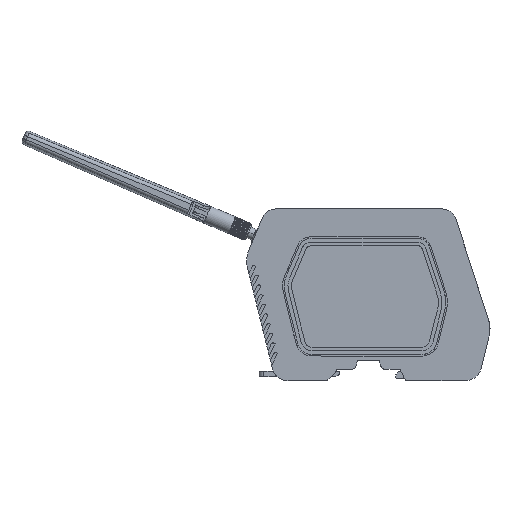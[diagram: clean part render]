
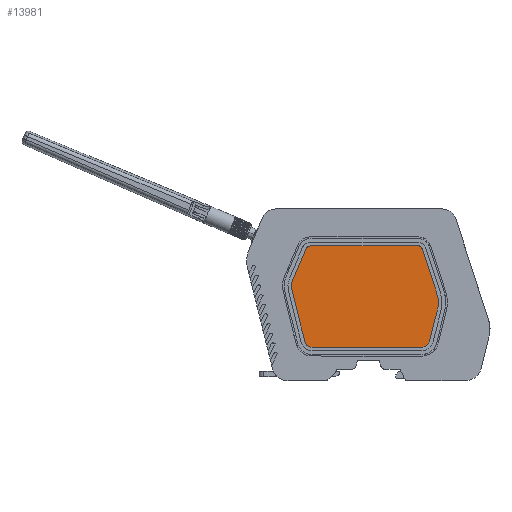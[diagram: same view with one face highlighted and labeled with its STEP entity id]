
A CAD part, left-side view. The second image highlights one B-rep face of the part: STEP entity #13981.
In plain terms, the highlighted planar face has unit normal (-1, 0, 0).
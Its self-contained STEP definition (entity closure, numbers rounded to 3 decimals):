
#13965=AXIS2_PLACEMENT_3D('Plane Axis2P3D',#13962,#13963,#13964) ;
#13532=CARTESIAN_POINT('Control Point',(0.,98.018,74.669)) ;
#13533=CARTESIAN_POINT('Control Point',(0.,86.445,74.668)) ;
#13534=CARTESIAN_POINT('Control Point',(0.,74.872,74.668)) ;
#13535=CARTESIAN_POINT('Control Point',(0.,63.299,74.668)) ;
#13536=CARTESIAN_POINT('Control Point',(0.,51.727,74.668)) ;
#13537=CARTESIAN_POINT('Control Point',(0.,40.154,74.668)) ;
#13538=CARTESIAN_POINT('Vertex',(0.,40.154,74.668)) ;
#13540=CARTESIAN_POINT('Vertex',(0.,98.018,74.669)) ;
#13572=CARTESIAN_POINT('Control Point',(0.,40.154,74.668)) ;
#13573=CARTESIAN_POINT('Control Point',(0.,39.402,74.668)) ;
#13574=CARTESIAN_POINT('Control Point',(0.,38.647,74.43)) ;
#13575=CARTESIAN_POINT('Control Point',(0.,38.001,73.961)) ;
#13576=CARTESIAN_POINT('Control Point',(0.,37.541,73.316)) ;
#13577=CARTESIAN_POINT('Control Point',(0.,37.309,72.601)) ;
#13578=CARTESIAN_POINT('Vertex',(0.,37.309,72.601)) ;
#13598=CARTESIAN_POINT('Vertex',(0.,29.299,47.95)) ;
#13601=CARTESIAN_POINT('Line Origine',(0.,33.304,60.276)) ;
#13625=CARTESIAN_POINT('Control Point',(0.,29.299,47.95)) ;
#13626=CARTESIAN_POINT('Control Point',(0.,28.782,46.357)) ;
#13627=CARTESIAN_POINT('Control Point',(0.,28.486,44.692)) ;
#13628=CARTESIAN_POINT('Control Point',(0.,28.427,42.997)) ;
#13629=CARTESIAN_POINT('Control Point',(0.,28.606,41.315)) ;
#13630=CARTESIAN_POINT('Control Point',(0.,29.011,39.69)) ;
#13631=CARTESIAN_POINT('Vertex',(0.,29.011,39.69)) ;
#13651=CARTESIAN_POINT('Vertex',(0.,33.334,22.35)) ;
#13654=CARTESIAN_POINT('Line Origine',(0.,31.172,31.02)) ;
#13678=CARTESIAN_POINT('Control Point',(0.,33.334,22.35)) ;
#13679=CARTESIAN_POINT('Control Point',(0.,33.654,21.065)) ;
#13680=CARTESIAN_POINT('Control Point',(0.,34.4,19.886)) ;
#13681=CARTESIAN_POINT('Control Point',(0.,35.528,19.005)) ;
#13682=CARTESIAN_POINT('Control Point',(0.,36.853,18.566)) ;
#13683=CARTESIAN_POINT('Control Point',(0.,38.177,18.566)) ;
#13684=CARTESIAN_POINT('Vertex',(0.,38.177,18.566)) ;
#13704=CARTESIAN_POINT('Vertex',(0.,98.185,18.566)) ;
#13707=CARTESIAN_POINT('Line Origine',(0.,68.181,18.566)) ;
#13737=CARTESIAN_POINT('Control Point',(0.,98.185,18.566)) ;
#13738=CARTESIAN_POINT('Control Point',(0.,98.576,18.566)) ;
#13739=CARTESIAN_POINT('Control Point',(0.,98.969,18.597)) ;
#13740=CARTESIAN_POINT('Control Point',(0.,99.325,18.656)) ;
#13741=CARTESIAN_POINT('Control Point',(0.,100.068,18.857)) ;
#13742=CARTESIAN_POINT('Control Point',(0.,100.723,19.24)) ;
#13743=CARTESIAN_POINT('Control Point',(0.,101.023,19.487)) ;
#13744=CARTESIAN_POINT('Control Point',(0.,101.62,20.135)) ;
#13745=CARTESIAN_POINT('Control Point',(0.,102.042,20.929)) ;
#13746=CARTESIAN_POINT('Control Point',(0.,102.239,21.413)) ;
#13747=CARTESIAN_POINT('Control Point',(0.,102.394,21.903)) ;
#13748=CARTESIAN_POINT('Control Point',(0.,102.519,22.404)) ;
#13749=CARTESIAN_POINT('Vertex',(0.,102.519,22.404)) ;
#13769=CARTESIAN_POINT('Vertex',(0.,109.123,48.891)) ;
#13772=CARTESIAN_POINT('Line Origine',(0.,105.821,35.647)) ;
#13802=CARTESIAN_POINT('Control Point',(0.,109.123,48.891)) ;
#13803=CARTESIAN_POINT('Control Point',(0.,109.198,49.195)) ;
#13804=CARTESIAN_POINT('Control Point',(0.,109.271,49.514)) ;
#13805=CARTESIAN_POINT('Control Point',(0.,109.336,49.822)) ;
#13806=CARTESIAN_POINT('Control Point',(0.,109.478,50.561)) ;
#13807=CARTESIAN_POINT('Control Point',(0.,109.578,51.299)) ;
#13808=CARTESIAN_POINT('Control Point',(0.,109.623,51.735)) ;
#13809=CARTESIAN_POINT('Control Point',(0.,109.692,52.831)) ;
#13810=CARTESIAN_POINT('Control Point',(0.,109.627,53.86)) ;
#13811=CARTESIAN_POINT('Control Point',(0.,109.52,54.476)) ;
#13812=CARTESIAN_POINT('Control Point',(0.,109.369,54.953)) ;
#13813=CARTESIAN_POINT('Control Point',(0.,109.182,55.426)) ;
#13814=CARTESIAN_POINT('Vertex',(0.,109.182,55.426)) ;
#13835=CARTESIAN_POINT('Line Origine',(0.,105.505,64.088)) ;
#13839=CARTESIAN_POINT('Vertex',(0.,101.828,72.75)) ;
#13872=CARTESIAN_POINT('Control Point',(0.,101.828,72.75)) ;
#13873=CARTESIAN_POINT('Control Point',(0.,101.755,72.921)) ;
#13874=CARTESIAN_POINT('Control Point',(0.,101.67,73.092)) ;
#13875=CARTESIAN_POINT('Control Point',(0.,101.59,73.224)) ;
#13876=CARTESIAN_POINT('Control Point',(0.,101.354,73.564)) ;
#13877=CARTESIAN_POINT('Control Point',(0.,101.073,73.829)) ;
#13878=CARTESIAN_POINT('Control Point',(0.,100.86,73.985)) ;
#13879=CARTESIAN_POINT('Control Point',(0.,100.259,74.331)) ;
#13880=CARTESIAN_POINT('Control Point',(0.,99.519,74.545)) ;
#13881=CARTESIAN_POINT('Control Point',(0.,99.041,74.627)) ;
#13882=CARTESIAN_POINT('Control Point',(0.,98.528,74.668)) ;
#13883=CARTESIAN_POINT('Control Point',(0.,98.018,74.669)) ;
#13962=CARTESIAN_POINT('Axis2P3D Location',(0.,67.25,47.496)) ;
#13602=DIRECTION('Vector Direction',(0.,-0.309,-0.951)) ;
#13655=DIRECTION('Vector Direction',(0.,0.242,-0.97)) ;
#13708=DIRECTION('Vector Direction',(0.,1.,0.)) ;
#13773=DIRECTION('Vector Direction',(0.,0.242,0.97)) ;
#13836=DIRECTION('Vector Direction',(0.,-0.391,0.921)) ;
#13963=DIRECTION('Axis2P3D Direction',(-1.,0.,0.)) ;
#13964=DIRECTION('Axis2P3D XDirection',(0.,-1.,0.)) ;
#13603=VECTOR('Line Direction',#13602,1.) ;
#13656=VECTOR('Line Direction',#13655,1.) ;
#13709=VECTOR('Line Direction',#13708,1.) ;
#13774=VECTOR('Line Direction',#13773,1.) ;
#13837=VECTOR('Line Direction',#13836,1.) ;
#13968=ORIENTED_EDGE('',*,*,#13776,.T.) ;
#13969=ORIENTED_EDGE('',*,*,#13751,.T.) ;
#13970=ORIENTED_EDGE('',*,*,#13711,.T.) ;
#13971=ORIENTED_EDGE('',*,*,#13686,.T.) ;
#13972=ORIENTED_EDGE('',*,*,#13658,.T.) ;
#13973=ORIENTED_EDGE('',*,*,#13633,.T.) ;
#13974=ORIENTED_EDGE('',*,*,#13605,.T.) ;
#13975=ORIENTED_EDGE('',*,*,#13580,.T.) ;
#13976=ORIENTED_EDGE('',*,*,#13542,.T.) ;
#13977=ORIENTED_EDGE('',*,*,#13884,.T.) ;
#13978=ORIENTED_EDGE('',*,*,#13841,.T.) ;
#13979=ORIENTED_EDGE('',*,*,#13816,.T.) ;
#13981=ADVANCED_FACE('Router',(#13980),#13966,.T.) ;
#13531=B_SPLINE_CURVE_WITH_KNOTS('',5,(#13532,#13533,#13534,#13535,#13536,#13537),.UNSPECIFIED.,.F.,.U.,(6,6),(39.934,97.798),.UNSPECIFIED.) ;
#13571=B_SPLINE_CURVE_WITH_KNOTS('',5,(#13572,#13573,#13574,#13575,#13576,#13577),.UNSPECIFIED.,.F.,.U.,(6,6),(97.798,101.557),.UNSPECIFIED.) ;
#13624=B_SPLINE_CURVE_WITH_KNOTS('',5,(#13625,#13626,#13627,#13628,#13629,#13630),.UNSPECIFIED.,.F.,.U.,(6,6),(127.477,135.85),.UNSPECIFIED.) ;
#13677=B_SPLINE_CURVE_WITH_KNOTS('',5,(#13678,#13679,#13680,#13681,#13682,#13683),.UNSPECIFIED.,.F.,.U.,(6,6),(153.721,160.342),.UNSPECIFIED.) ;
#13736=B_SPLINE_CURVE_WITH_KNOTS('',5,(#13737,#13738,#13739,#13740,#13741,#13742,#13743,#13744,#13745,#13746,#13747,#13748),.UNSPECIFIED.,.F.,.U.,(6,3,3,6),(220.349,223.756,227.079,231.515),.UNSPECIFIED.) ;
#13801=B_SPLINE_CURVE_WITH_KNOTS('',5,(#13802,#13803,#13804,#13805,#13806,#13807,#13808,#13809,#13810,#13811,#13812,#13813),.UNSPECIFIED.,.F.,.U.,(6,3,3,6),(0.,2.817,6.872,13.182),.UNSPECIFIED.) ;
#13871=B_SPLINE_CURVE_WITH_KNOTS('',5,(#13872,#13873,#13874,#13875,#13876,#13877,#13878,#13879,#13880,#13881,#13882,#13883),.UNSPECIFIED.,.F.,.U.,(6,3,3,6),(32.002,33.583,35.824,39.934),.UNSPECIFIED.) ;
#13542=EDGE_CURVE('',#13539,#13541,#13531,.F.) ;
#13580=EDGE_CURVE('',#13579,#13539,#13571,.F.) ;
#13605=EDGE_CURVE('',#13599,#13579,#13604,.F.) ;
#13633=EDGE_CURVE('',#13632,#13599,#13624,.F.) ;
#13658=EDGE_CURVE('',#13652,#13632,#13657,.F.) ;
#13686=EDGE_CURVE('',#13685,#13652,#13677,.F.) ;
#13711=EDGE_CURVE('',#13705,#13685,#13710,.F.) ;
#13751=EDGE_CURVE('',#13750,#13705,#13736,.F.) ;
#13776=EDGE_CURVE('',#13770,#13750,#13775,.F.) ;
#13816=EDGE_CURVE('',#13815,#13770,#13801,.F.) ;
#13841=EDGE_CURVE('',#13840,#13815,#13838,.F.) ;
#13884=EDGE_CURVE('',#13541,#13840,#13871,.F.) ;
#13967=EDGE_LOOP('',(#13968,#13969,#13970,#13971,#13972,#13973,#13974,#13975,#13976,#13977,#13978,#13979)) ;
#13980=FACE_OUTER_BOUND('',#13967,.T.) ;
#13604=LINE('Line',#13601,#13603) ;
#13657=LINE('Line',#13654,#13656) ;
#13710=LINE('Line',#13707,#13709) ;
#13775=LINE('Line',#13772,#13774) ;
#13838=LINE('Line',#13835,#13837) ;
#13966=PLANE('',#13965) ;
#13539=VERTEX_POINT('',#13538) ;
#13541=VERTEX_POINT('',#13540) ;
#13579=VERTEX_POINT('',#13578) ;
#13599=VERTEX_POINT('',#13598) ;
#13632=VERTEX_POINT('',#13631) ;
#13652=VERTEX_POINT('',#13651) ;
#13685=VERTEX_POINT('',#13684) ;
#13705=VERTEX_POINT('',#13704) ;
#13750=VERTEX_POINT('',#13749) ;
#13770=VERTEX_POINT('',#13769) ;
#13815=VERTEX_POINT('',#13814) ;
#13840=VERTEX_POINT('',#13839) ;
